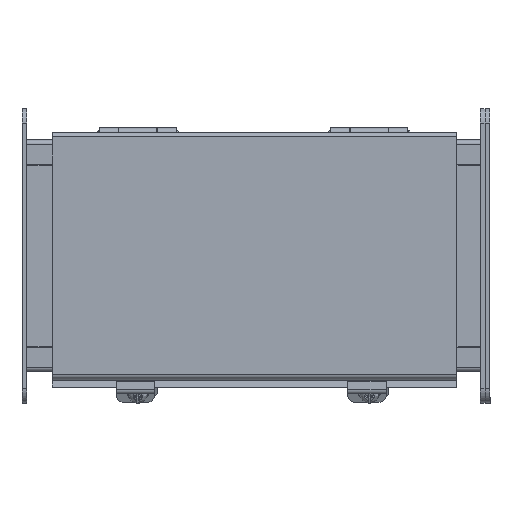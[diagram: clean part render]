
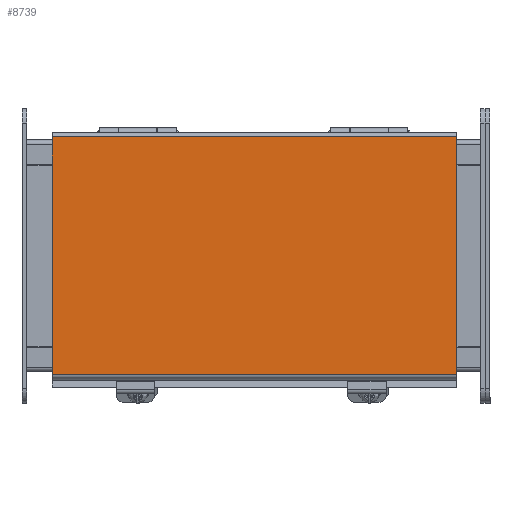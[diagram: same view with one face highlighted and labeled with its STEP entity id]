
A CAD part, top view. The second image highlights one B-rep face of the part: STEP entity #8739.
In plain terms, the highlighted planar face has unit normal (0, 0, 1).
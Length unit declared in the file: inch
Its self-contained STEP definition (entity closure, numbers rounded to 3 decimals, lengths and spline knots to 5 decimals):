
#18 = EDGE_CURVE ( 'NONE', #2242, #10535, #11495, .T. ) ;
#398 = LINE ( 'NONE', #13702, #1312 ) ;
#1312 = VECTOR ( 'NONE', #1692, 39.37008 ) ;
#1692 = DIRECTION ( 'NONE',  ( -1., 0., 0. ) ) ;
#1724 = LINE ( 'NONE', #7208, #7345 ) ;
#2242 = VERTEX_POINT ( 'NONE', #10022 ) ;
#2751 = DIRECTION ( 'NONE',  ( 1., 0., 0. ) ) ;
#2781 = VERTEX_POINT ( 'NONE', #9476 ) ;
#3433 = PLANE ( 'NONE',  #5605 ) ;
#3453 = ORIENTED_EDGE ( 'NONE', *, *, #3548, .T. ) ;
#3529 = CARTESIAN_POINT ( 'NONE',  ( 5.25, -3.1885, 6.172 ) ) ;
#3548 = EDGE_CURVE ( 'NONE', #2781, #2242, #398, .T. ) ;
#3804 = DIRECTION ( 'NONE',  ( 0., -1., 0. ) ) ;
#3839 = ORIENTED_EDGE ( 'NONE', *, *, #4495, .T. ) ;
#4495 = EDGE_CURVE ( 'NONE', #9278, #2781, #6875, .T. ) ;
#4528 = CARTESIAN_POINT ( 'NONE',  ( -5.218, -3.1885, 6.172 ) ) ;
#5605 = AXIS2_PLACEMENT_3D ( 'NONE', #4528, #5616, #8751 ) ;
#5616 = DIRECTION ( 'NONE',  ( 0., 0., 1. ) ) ;
#5696 = VECTOR ( 'NONE', #3804, 39.37008 ) ;
#6807 = DIRECTION ( 'NONE',  ( 0., 1., 0. ) ) ;
#6856 = CARTESIAN_POINT ( 'NONE',  ( -5.218, -3.1885, 6.172 ) ) ;
#6861 = ORIENTED_EDGE ( 'NONE', *, *, #18, .T. ) ;
#6875 = LINE ( 'NONE', #3529, #11325 ) ;
#7208 = CARTESIAN_POINT ( 'NONE',  ( -5.218, -3.0805, 6.172 ) ) ;
#7345 = VECTOR ( 'NONE', #2751, 39.37008 ) ;
#8350 = CARTESIAN_POINT ( 'NONE',  ( 5.25, -3.0805, 6.172 ) ) ;
#8739 = ADVANCED_FACE ( 'NONE', ( #11063 ), #3433, .T. ) ;
#8751 = DIRECTION ( 'NONE',  ( 1., 0., 0. ) ) ;
#8891 = ORIENTED_EDGE ( 'NONE', *, *, #11753, .T. ) ;
#9278 = VERTEX_POINT ( 'NONE', #8350 ) ;
#9476 = CARTESIAN_POINT ( 'NONE',  ( 5.25, 3.0785, 6.172 ) ) ;
#10022 = CARTESIAN_POINT ( 'NONE',  ( -5.218, 3.0785, 6.172 ) ) ;
#10535 = VERTEX_POINT ( 'NONE', #11190 ) ;
#10625 = EDGE_LOOP ( 'NONE', ( #6861, #8891, #3839, #3453 ) ) ;
#11063 = FACE_OUTER_BOUND ( 'NONE', #10625, .T. ) ;
#11190 = CARTESIAN_POINT ( 'NONE',  ( -5.218, -3.0805, 6.172 ) ) ;
#11325 = VECTOR ( 'NONE', #6807, 39.37008 ) ;
#11495 = LINE ( 'NONE', #6856, #5696 ) ;
#11753 = EDGE_CURVE ( 'NONE', #10535, #9278, #1724, .T. ) ;
#13702 = CARTESIAN_POINT ( 'NONE',  ( -5.218, 3.0785, 6.172 ) ) ;
